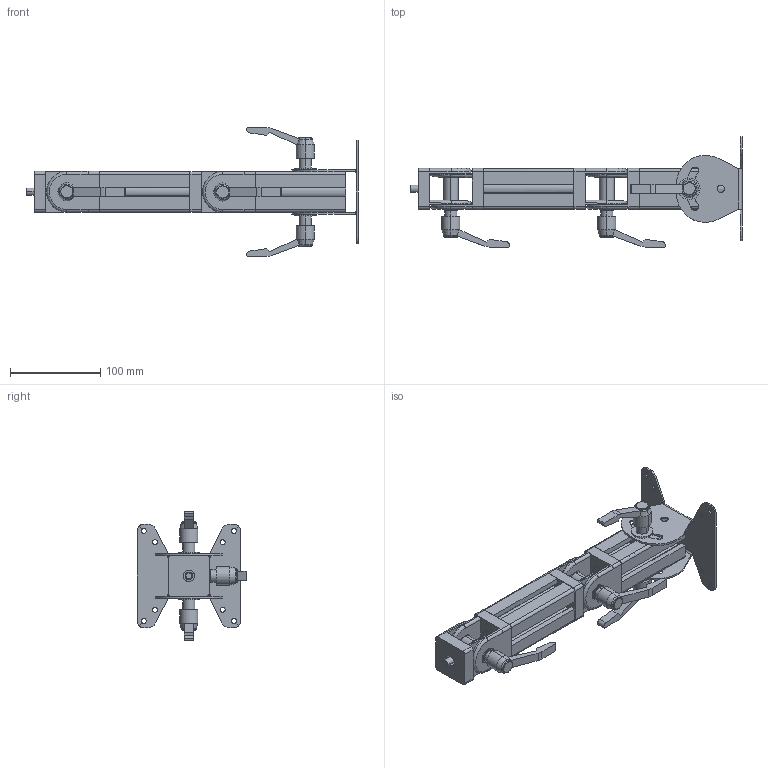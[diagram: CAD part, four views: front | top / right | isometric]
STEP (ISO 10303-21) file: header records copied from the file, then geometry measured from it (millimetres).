
FILE_DESCRIPTION(('STEP AP214'),'1');
FILE_NAME('cctmp_18984E02-676E-4C2B-996A-55C576A7A109_2020_1_16_6_48_22_849..stp','2020-01-16T05:48:24',('Bosch Rexroth AG'),('CADClick - www.CADClick.com'),'Spatial InterOp 3D',' ','unknown authorization - (Healing Option Enabled)');
FILE_SCHEMA(('AUTOMOTIVE_DESIGN'));
Length unit declared in the file: millimetre
Products named in the file (1): 2020_01_16__06-48-22-817
Bounding box: 368.4 x 122.05 x 143 mm (x, y, z)
Volume: 379229.3 mm3; surface area: 246870.2 mm2
Topology: 3 solids, 7 shells, 876 faces, 2294 edges, 1494 vertices
Faces by surface type: plane 472, cylinder 334, cone 36, torus 24, bspline 8, sphere 2
Entity records: 39580 total; most frequent: CARTESIAN_POINT 10293, DIRECTION 4760, ORIENTED_EDGE 4588, EDGE_CURVE 2294, AXIS2_PLACEMENT_3D 1675, VERTEX_POINT 1494, LINE 1410, VECTOR 1410
